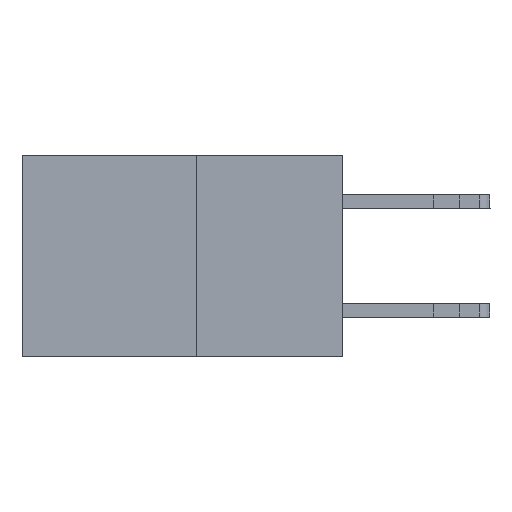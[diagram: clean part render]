
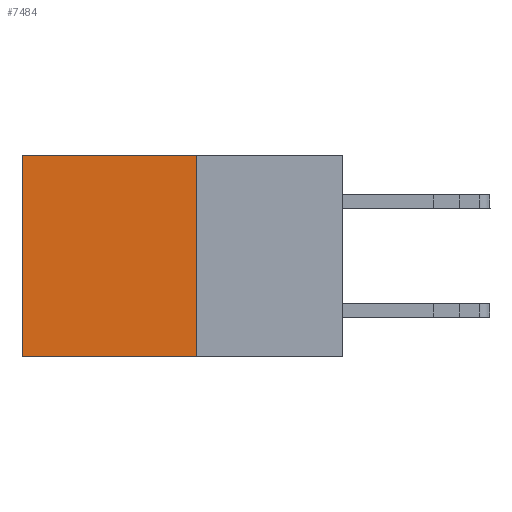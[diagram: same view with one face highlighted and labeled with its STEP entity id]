
A CAD part, left-side view. The second image highlights one B-rep face of the part: STEP entity #7484.
In plain terms, the highlighted planar face has unit normal (-1, 0, 0).
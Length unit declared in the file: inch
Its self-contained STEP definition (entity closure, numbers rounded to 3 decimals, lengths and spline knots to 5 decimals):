
#92 = VERTEX_POINT ( 'NONE', #3455 ) ;
#714 = CARTESIAN_POINT ( 'NONE',  ( 0.277, 0.27, -0.37 ) ) ;
#1104 = VECTOR ( 'NONE', #5918, 39.37008 ) ;
#1183 = EDGE_LOOP ( 'NONE', ( #1968, #2352, #13345, #13212 ) ) ;
#1348 = CARTESIAN_POINT ( 'NONE',  ( 0.277, 0.59, 0. ) ) ;
#1621 = EDGE_CURVE ( 'NONE', #6704, #7474, #11635, .T. ) ;
#1968 = ORIENTED_EDGE ( 'NONE', *, *, #14335, .T. ) ;
#2265 = DIRECTION ( 'NONE',  ( 1., 0., 0. ) ) ;
#2352 = ORIENTED_EDGE ( 'NONE', *, *, #17687, .F. ) ;
#2956 = DIRECTION ( 'NONE',  ( 0., 0., -1. ) ) ;
#3413 = CARTESIAN_POINT ( 'NONE',  ( 0.277, 0.59, -0.37 ) ) ;
#3455 = CARTESIAN_POINT ( 'NONE',  ( 0.277, 0.59, -0.37 ) ) ;
#3702 = LINE ( 'NONE', #3413, #14948 ) ;
#4170 = FACE_OUTER_BOUND ( 'NONE', #1183, .T. ) ;
#4240 = CARTESIAN_POINT ( 'NONE',  ( 0.277, 0.27, -0.37 ) ) ;
#5918 = DIRECTION ( 'NONE',  ( 0., 1., 0. ) ) ;
#5946 = DIRECTION ( 'NONE',  ( 0., 1., 0. ) ) ;
#6704 = VERTEX_POINT ( 'NONE', #8675 ) ;
#7474 = VERTEX_POINT ( 'NONE', #15559 ) ;
#7484 = ADVANCED_FACE ( 'NONE', ( #4170 ), #18443, .F. ) ;
#7798 = VECTOR ( 'NONE', #5946, 39.37008 ) ;
#8675 = CARTESIAN_POINT ( 'NONE',  ( 0.277, 0.27, 0. ) ) ;
#11169 = VECTOR ( 'NONE', #2956, 39.37008 ) ;
#11635 = LINE ( 'NONE', #4240, #11169 ) ;
#11745 = CARTESIAN_POINT ( 'NONE',  ( 0.277, 0.27, -0.37 ) ) ;
#12697 = DIRECTION ( 'NONE',  ( 0., 0., -1. ) ) ;
#13212 = ORIENTED_EDGE ( 'NONE', *, *, #15318, .T. ) ;
#13261 = CARTESIAN_POINT ( 'NONE',  ( 0.277, 0.27, 0. ) ) ;
#13345 = ORIENTED_EDGE ( 'NONE', *, *, #1621, .F. ) ;
#14335 = EDGE_CURVE ( 'NONE', #17095, #92, #3702, .T. ) ;
#14948 = VECTOR ( 'NONE', #18103, 39.37008 ) ;
#15318 = EDGE_CURVE ( 'NONE', #6704, #17095, #18954, .T. ) ;
#15559 = CARTESIAN_POINT ( 'NONE',  ( 0.277, 0.27, -0.37 ) ) ;
#16892 = LINE ( 'NONE', #11745, #1104 ) ;
#17095 = VERTEX_POINT ( 'NONE', #1348 ) ;
#17687 = EDGE_CURVE ( 'NONE', #7474, #92, #16892, .T. ) ;
#18103 = DIRECTION ( 'NONE',  ( 0., 0., -1. ) ) ;
#18291 = AXIS2_PLACEMENT_3D ( 'NONE', #714, #2265, #12697 ) ;
#18443 = PLANE ( 'NONE',  #18291 ) ;
#18954 = LINE ( 'NONE', #13261, #7798 ) ;
